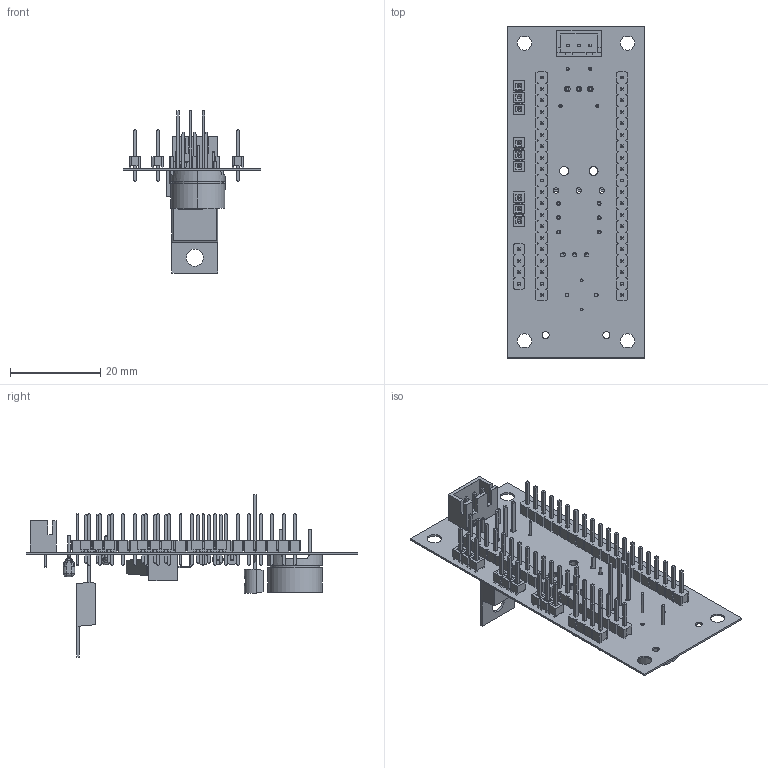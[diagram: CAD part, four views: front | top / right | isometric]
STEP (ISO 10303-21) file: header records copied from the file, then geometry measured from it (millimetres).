
FILE_DESCRIPTION(('Open CASCADE Model'),'2;1');
FILE_NAME('Open CASCADE Shape Model','2021-11-14T17:49:28',('Author'),( 'Open CASCADE'),'Open CASCADE STEP processor 6.8','Open CASCADE 6.8' ,'Unknown');
FILE_SCHEMA(('AUTOMOTIVE_DESIGN { 1 0 10303 214 1 1 1 1 }'));
Length unit declared in the file: millimetre
Products named in the file (64): PCB; Board; Open CASCADE STEP translator 6.8 1.1.1; U1; 5886501952; R3; 6199531728; Sphere; 6199531488; Cylinder; 6199531248; 6199531088; 6199530928; 6199530768; 6199530528; SW1; Switch_Omron_Electronics_Inc-EMC_Div_D2F-01L-A1_eec; D2F_A1; D2F_A1_ACTUATOR; D2F_A1_BASE; 1; D2F_01L_A1_ACT; Omron; R2; 6199529328; R1; Q1; 5886501552; P6; TSW-103-07-X-S; P5; P4; P3; 61300411121; 6130xx11121_PIN; P2; 61302011121; P1; LS1; 5886501632 ...
Assembly tree (101 placements, depth 5):
  PCB
    Board
      Open CASCADE STEP translator 6.8 1.1.1
    U1
      5886501952
    R3
      6199531728
        Sphere
      6199531488
        Cylinder
      6199531248
        Cylinder
      6199531088
        Cylinder
      6199530928
        Cylinder
      6199530768
        Sphere
      6199530528
        Cylinder
    SW1
      Switch_Omron_Electronics_Inc-EMC_Div_D2F-01L-A1_eec
        D2F_A1
          D2F_A1_ACTUATOR
          D2F_A1_BASE
          1
        D2F_01L_A1_ACT
        Omron
    R2
      6199530768
        Sphere
      6199530928
        Cylinder
      6199531088
        Cylinder
      6199531248
        Cylinder
      6199531488
        Cylinder
      6199531728
        Sphere
      6199529328
        Cylinder
    R1
      6199531728
        Sphere
      6199531488
        Cylinder
      6199531248
        Cylinder
      6199531088
        Cylinder
      6199530928
        Cylinder
      6199530768
        Sphere
      6199530528
        Cylinder
    Q1
      5886501552
Bounding box: 30.48 x 73.66 x 35.97 mm (x, y, z)
Volume: 4019.1 mm3; surface area: 11179.7 mm2
Topology: 117 solids, 117 shells, 3083 faces, 7561 edges, 4725 vertices
Faces by surface type: plane 2256, cylinder 390, bspline 285, sphere 90, torus 62
Full cylindrical faces by diameter (mm): 0.377 x1, 0.392 x1, 0.5 x7, 0.51 x4, 0.55 x12, 0.686 x1, 0.694 x1, 0.7 x4, 0.8 x2, 0.85 x6, 0.9 x3, 0.96 x3, 1.02 x9, 1.1 x44, 1.2 x3, 1.24 x3, 1.55 x2, 2 x3, 2.4 x3, 2.41 x1, 3.174 x4
Entity records: 69660 total; most frequent: CARTESIAN_POINT 20476, ORIENTED_EDGE 9448, DIRECTION 8731, EDGE_CURVE 4724, LINE 3177, VECTOR 3177, VERTEX_POINT 2997, AXIS2_PLACEMENT_3D 2777
